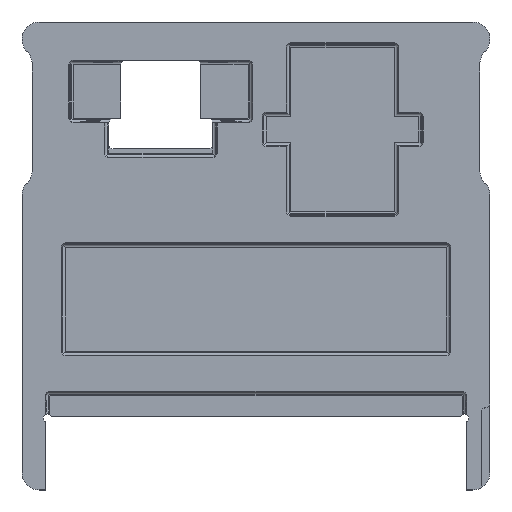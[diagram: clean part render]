
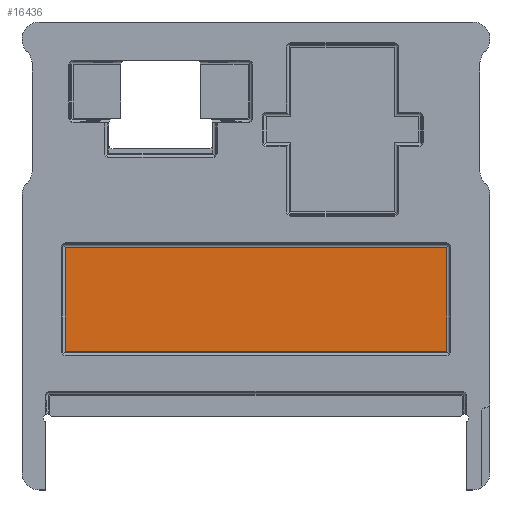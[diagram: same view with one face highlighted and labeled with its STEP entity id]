
A CAD part, top view. The second image highlights one B-rep face of the part: STEP entity #16436.
In plain terms, the highlighted planar face has unit normal (0, 0, 1).
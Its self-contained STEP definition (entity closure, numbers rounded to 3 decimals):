
#5291 = VERTEX_POINT('',#5292);
#5292 = CARTESIAN_POINT('',(-22.,1.,0.705));
#5844 = VERTEX_POINT('',#5845);
#5845 = CARTESIAN_POINT('',(22.,-11.,0.705));
#6457 = VERTEX_POINT('',#6458);
#6458 = CARTESIAN_POINT('',(22.,1.,0.705));
#16413 = EDGE_CURVE('',#5291,#6457,#16414,.T.);
#16414 = LINE('',#16415,#16416);
#16415 = CARTESIAN_POINT('',(-22.,1.,0.705));
#16416 = VECTOR('',#16417,1.);
#16417 = DIRECTION('',(1.,0.,0.));
#16436 = ADVANCED_FACE('',(#16437),#16460,.T.);
#16437 = FACE_BOUND('',#16438,.T.);
#16438 = EDGE_LOOP('',(#16439,#16440,#16448,#16454));
#16439 = ORIENTED_EDGE('',*,*,#16413,.F.);
#16440 = ORIENTED_EDGE('',*,*,#16441,.F.);
#16441 = EDGE_CURVE('',#16442,#5291,#16444,.T.);
#16442 = VERTEX_POINT('',#16443);
#16443 = CARTESIAN_POINT('',(-22.,-11.,0.705));
#16444 = LINE('',#16445,#16446);
#16445 = CARTESIAN_POINT('',(-22.,-11.,0.705));
#16446 = VECTOR('',#16447,1.);
#16447 = DIRECTION('',(0.,1.,0.));
#16448 = ORIENTED_EDGE('',*,*,#16449,.T.);
#16449 = EDGE_CURVE('',#16442,#5844,#16450,.T.);
#16450 = LINE('',#16451,#16452);
#16451 = CARTESIAN_POINT('',(-22.,-11.,0.705));
#16452 = VECTOR('',#16453,1.);
#16453 = DIRECTION('',(1.,0.,0.));
#16454 = ORIENTED_EDGE('',*,*,#16455,.F.);
#16455 = EDGE_CURVE('',#6457,#5844,#16456,.T.);
#16456 = LINE('',#16457,#16458);
#16457 = CARTESIAN_POINT('',(22.,1.,0.705));
#16458 = VECTOR('',#16459,1.);
#16459 = DIRECTION('',(0.,-1.,0.));
#16460 = PLANE('',#16461);
#16461 = AXIS2_PLACEMENT_3D('',#16462,#16463,#16464);
#16462 = CARTESIAN_POINT('',(0.,-5.,0.705));
#16463 = DIRECTION('',(0.,0.,1.));
#16464 = DIRECTION('',(1.,0.,-0.));
